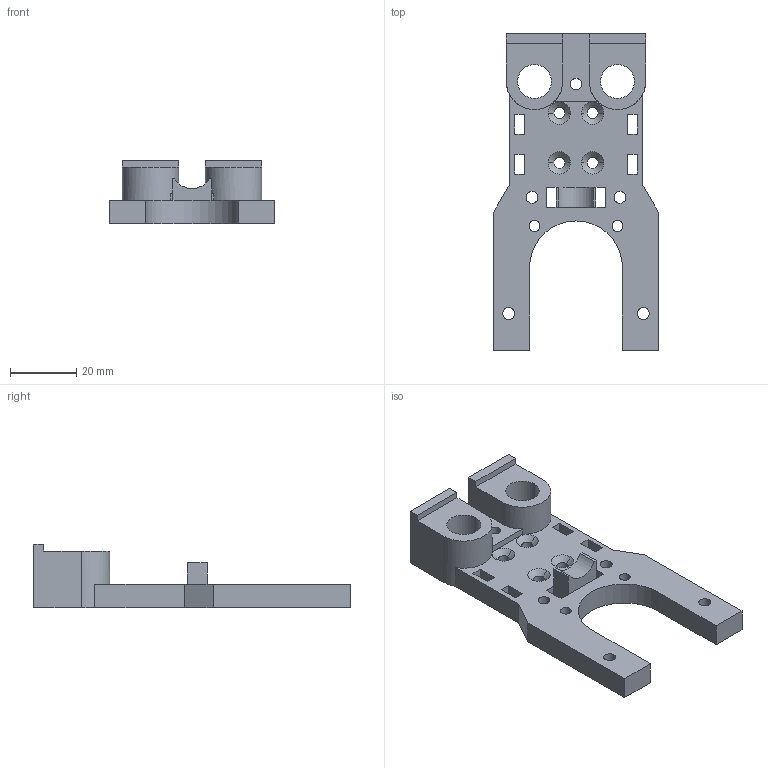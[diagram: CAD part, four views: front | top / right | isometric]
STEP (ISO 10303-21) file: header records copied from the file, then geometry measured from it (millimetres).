
FILE_DESCRIPTION (( 'STEP AP214' ), '1' );
FILE_NAME ('MGN9C hotend mount v2.STEP', '2025-03-11T07:01:14', ( '' ), ( '' ), 'SwSTEP 2.0', 'SolidWorks 2022', '' );
FILE_SCHEMA (( 'AUTOMOTIVE_DESIGN' ));
Length unit declared in the file: millimetre
Products named in the file (1): MGN9C hotend mount v2
Bounding box: 50 x 95.43 x 19 mm (x, y, z)
Volume: 26777.6 mm3; surface area: 12765.1 mm2
Topology: 1 solids, 1 shells, 91 faces, 258 edges, 168 vertices
Faces by surface type: plane 53, cylinder 30, cone 8
Entity records: 3102 total; most frequent: CARTESIAN_POINT 518, ORIENTED_EDGE 516, DIRECTION 514, EDGE_CURVE 258, LINE 186, VECTOR 186, VERTEX_POINT 168, AXIS2_PLACEMENT_3D 164
